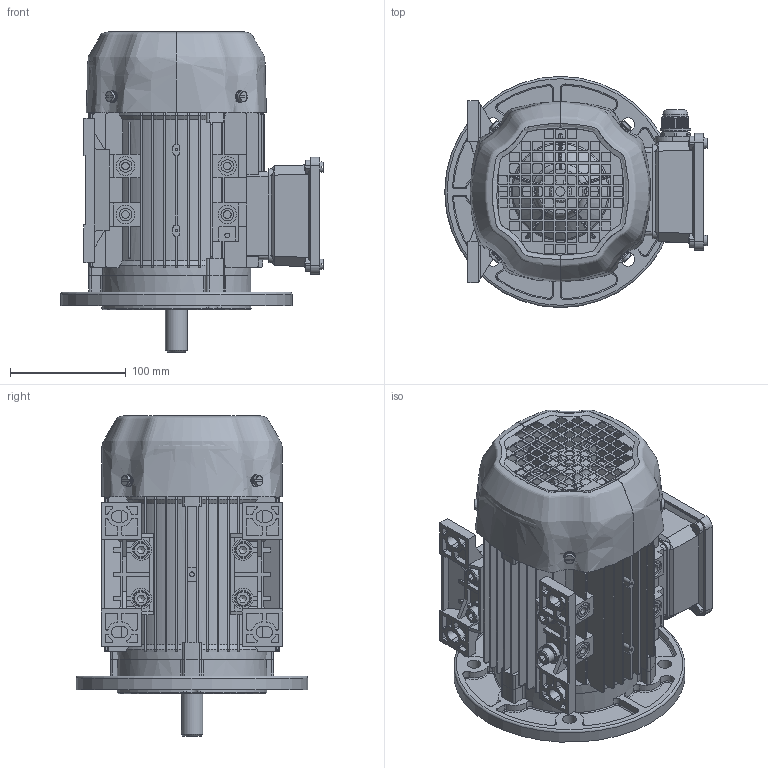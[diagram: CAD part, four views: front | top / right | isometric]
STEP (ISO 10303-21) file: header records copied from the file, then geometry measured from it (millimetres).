
FILE_DESCRIPTION(/* description */ (''),/* implementation_level */ '2;1');
FILE_NAME(/* name */ 'JL-80-B35.stp',/* time_stamp */ '2016-09-01T11:25:50+08:00',/* author */ (''),/* organization */ (''),/* preprocessor_version */ 'ST-DEVELOPER v16',/* originating_system */ 'SIEMENS PLM Software NX 10.0',/* authorisation */ '');
FILE_SCHEMA (('AUTOMOTIVE_DESIGN { 1 0 10303 214 3 1 1 1 }'));
Products named in the file (1): pc05908BCBsvcs
Bounding box: 227 x 200 x 276.99 mm (x, y, z)
Volume: 1127243.1 mm3; surface area: 723363.9 mm2
Topology: 52 solids, 52 shells, 3813 faces, 10500 edges, 6913 vertices
Faces by surface type: plane 2109, cylinder 1230, torus 210, cone 187, bspline 77
Full cylindrical faces by diameter (mm): 2 x4, 3.5 x6, 4 x15, 4.48 x9, 4.8 x1, 5 x28, 5.3 x5, 5.35 x3, 5.8 x14, 6 x7, 6.6 x12, 7 x6, 8 x4, 8.58 x4, 9 x4, 10 x8, 11 x12, 12 x17, 13 x4, 13.75 x1, 14.785 x4, 15 x4, 16 x12, 16.25 x3, 18.4 x1, 18.6 x1, 18.75 x10, 19 x1, 19.2 x2, 19.375 x6
Entity records: 205352 total; most frequent: CARTESIAN_POINT 110887, ORIENTED_EDGE 19686, DIRECTION 18910, EDGE_CURVE 9843, AXIS2_PLACEMENT_3D 6685, VERTEX_POINT 6657, LINE 5540, VECTOR 5540
